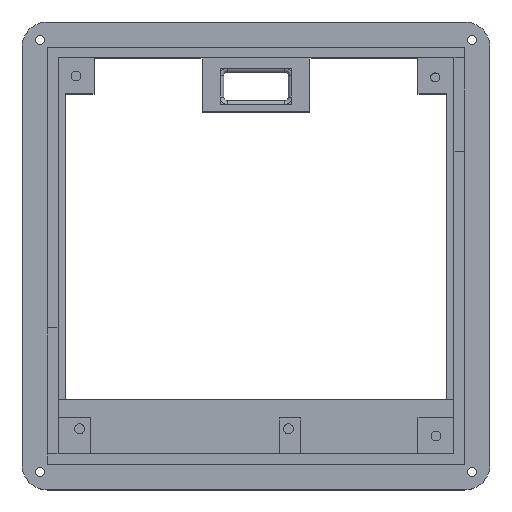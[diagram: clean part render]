
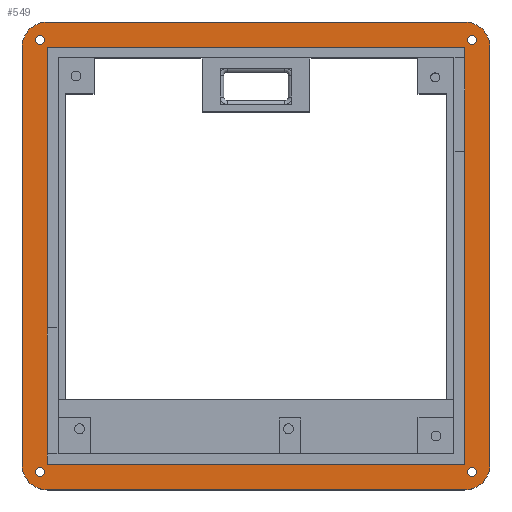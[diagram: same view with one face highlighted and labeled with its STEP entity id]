
A CAD part, top view. The second image highlights one B-rep face of the part: STEP entity #549.
In plain terms, the highlighted planar face has unit normal (0, 0, 1).
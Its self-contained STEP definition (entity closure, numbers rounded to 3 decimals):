
#360=CARTESIAN_POINT('',(0.,0.,0.));
#361=DIRECTION('',(0.,0.,1.));
#362=DIRECTION('',(1.,0.,0.));
#363=AXIS2_PLACEMENT_3D('',#360,#361,#362);
#364=PLANE('',#363);
#365=CARTESIAN_POINT('',(-6.25,5.,0.));
#366=VERTEX_POINT('',#365);
#367=CARTESIAN_POINT('',(-3.75,5.,0.));
#368=VERTEX_POINT('',#367);
#369=CARTESIAN_POINT('',(-5.,5.,0.));
#370=DIRECTION('',(0.,0.,1.));
#371=DIRECTION('',(1.,0.,-0.));
#372=AXIS2_PLACEMENT_3D('',#369,#370,#371);
#373=CIRCLE('',#372,1.25);
#374=EDGE_CURVE('',#366,#368,#373,.T.);
#375=ORIENTED_EDGE('',*,*,#374,.F.);
#376=CARTESIAN_POINT('',(-5.,5.,0.));
#377=DIRECTION('',(0.,0.,1.));
#378=DIRECTION('',(1.,0.,-0.));
#379=AXIS2_PLACEMENT_3D('',#376,#377,#378);
#380=CIRCLE('',#379,1.25);
#381=EDGE_CURVE('',#368,#366,#380,.T.);
#382=ORIENTED_EDGE('',*,*,#381,.F.);
#383=EDGE_LOOP('',(#375,#382));
#384=FACE_BOUND('',#383,.T.);
#385=CARTESIAN_POINT('',(113.75,5.,0.));
#386=VERTEX_POINT('',#385);
#387=CARTESIAN_POINT('',(116.25,5.,0.));
#388=VERTEX_POINT('',#387);
#389=CARTESIAN_POINT('',(115.,5.,0.));
#390=DIRECTION('',(0.,0.,1.));
#391=DIRECTION('',(1.,0.,-0.));
#392=AXIS2_PLACEMENT_3D('',#389,#390,#391);
#393=CIRCLE('',#392,1.25);
#394=EDGE_CURVE('',#386,#388,#393,.T.);
#395=ORIENTED_EDGE('',*,*,#394,.F.);
#396=CARTESIAN_POINT('',(115.,5.,0.));
#397=DIRECTION('',(0.,0.,1.));
#398=DIRECTION('',(1.,0.,-0.));
#399=AXIS2_PLACEMENT_3D('',#396,#397,#398);
#400=CIRCLE('',#399,1.25);
#401=EDGE_CURVE('',#388,#386,#400,.T.);
#402=ORIENTED_EDGE('',*,*,#401,.F.);
#403=EDGE_LOOP('',(#395,#402));
#404=FACE_BOUND('',#403,.T.);
#405=CARTESIAN_POINT('',(113.75,-115.,0.));
#406=VERTEX_POINT('',#405);
#407=CARTESIAN_POINT('',(116.25,-115.,0.));
#408=VERTEX_POINT('',#407);
#409=CARTESIAN_POINT('',(115.,-115.,0.));
#410=DIRECTION('',(0.,0.,1.));
#411=DIRECTION('',(1.,0.,-0.));
#412=AXIS2_PLACEMENT_3D('',#409,#410,#411);
#413=CIRCLE('',#412,1.25);
#414=EDGE_CURVE('',#406,#408,#413,.T.);
#415=ORIENTED_EDGE('',*,*,#414,.F.);
#416=CARTESIAN_POINT('',(115.,-115.,0.));
#417=DIRECTION('',(0.,0.,1.));
#418=DIRECTION('',(1.,0.,-0.));
#419=AXIS2_PLACEMENT_3D('',#416,#417,#418);
#420=CIRCLE('',#419,1.25);
#421=EDGE_CURVE('',#408,#406,#420,.T.);
#422=ORIENTED_EDGE('',*,*,#421,.F.);
#423=EDGE_LOOP('',(#415,#422));
#424=FACE_BOUND('',#423,.T.);
#425=CARTESIAN_POINT('',(-6.25,-115.,0.));
#426=VERTEX_POINT('',#425);
#427=CARTESIAN_POINT('',(-3.75,-115.,0.));
#428=VERTEX_POINT('',#427);
#429=CARTESIAN_POINT('',(-5.,-115.,0.));
#430=DIRECTION('',(0.,0.,1.));
#431=DIRECTION('',(1.,0.,-0.));
#432=AXIS2_PLACEMENT_3D('',#429,#430,#431);
#433=CIRCLE('',#432,1.25);
#434=EDGE_CURVE('',#426,#428,#433,.T.);
#435=ORIENTED_EDGE('',*,*,#434,.F.);
#436=CARTESIAN_POINT('',(-5.,-115.,0.));
#437=DIRECTION('',(0.,0.,1.));
#438=DIRECTION('',(1.,0.,-0.));
#439=AXIS2_PLACEMENT_3D('',#436,#437,#438);
#440=CIRCLE('',#439,1.25);
#441=EDGE_CURVE('',#428,#426,#440,.T.);
#442=ORIENTED_EDGE('',*,*,#441,.F.);
#443=EDGE_LOOP('',(#435,#442));
#444=FACE_BOUND('',#443,.T.);
#445=CARTESIAN_POINT('',(120.,-113.,0.));
#446=VERTEX_POINT('',#445);
#447=CARTESIAN_POINT('',(120.,3.,0.));
#448=VERTEX_POINT('',#447);
#449=CARTESIAN_POINT('',(120.,-113.,0.));
#450=DIRECTION('',(0.,1.,0.));
#451=VECTOR('',#450,116.);
#452=LINE('',#449,#451);
#453=EDGE_CURVE('',#446,#448,#452,.T.);
#454=ORIENTED_EDGE('',*,*,#453,.T.);
#455=CARTESIAN_POINT('',(113.,10.,0.));
#456=VERTEX_POINT('',#455);
#457=CARTESIAN_POINT('',(113.,3.,0.));
#458=DIRECTION('',(0.,0.,1.));
#459=DIRECTION('',(1.,0.,-0.));
#460=AXIS2_PLACEMENT_3D('',#457,#458,#459);
#461=CIRCLE('',#460,7.);
#462=EDGE_CURVE('',#448,#456,#461,.T.);
#463=ORIENTED_EDGE('',*,*,#462,.T.);
#464=CARTESIAN_POINT('',(-3.,10.,0.));
#465=VERTEX_POINT('',#464);
#466=CARTESIAN_POINT('',(113.,10.,0.));
#467=DIRECTION('',(-1.,0.,0.));
#468=VECTOR('',#467,116.);
#469=LINE('',#466,#468);
#470=EDGE_CURVE('',#456,#465,#469,.T.);
#471=ORIENTED_EDGE('',*,*,#470,.T.);
#472=CARTESIAN_POINT('',(-10.,3.,0.));
#473=VERTEX_POINT('',#472);
#474=CARTESIAN_POINT('',(-3.,3.,0.));
#475=DIRECTION('',(0.,0.,1.));
#476=DIRECTION('',(1.,0.,-0.));
#477=AXIS2_PLACEMENT_3D('',#474,#475,#476);
#478=CIRCLE('',#477,7.);
#479=EDGE_CURVE('',#465,#473,#478,.T.);
#480=ORIENTED_EDGE('',*,*,#479,.T.);
#481=CARTESIAN_POINT('',(-10.,-113.,0.));
#482=VERTEX_POINT('',#481);
#483=CARTESIAN_POINT('',(-10.,3.,0.));
#484=DIRECTION('',(0.,-1.,0.));
#485=VECTOR('',#484,116.);
#486=LINE('',#483,#485);
#487=EDGE_CURVE('',#473,#482,#486,.T.);
#488=ORIENTED_EDGE('',*,*,#487,.T.);
#489=CARTESIAN_POINT('',(-3.,-120.,0.));
#490=VERTEX_POINT('',#489);
#491=CARTESIAN_POINT('',(-3.,-113.,0.));
#492=DIRECTION('',(0.,0.,1.));
#493=DIRECTION('',(1.,0.,-0.));
#494=AXIS2_PLACEMENT_3D('',#491,#492,#493);
#495=CIRCLE('',#494,7.);
#496=EDGE_CURVE('',#482,#490,#495,.T.);
#497=ORIENTED_EDGE('',*,*,#496,.T.);
#498=CARTESIAN_POINT('',(113.,-120.,0.));
#499=VERTEX_POINT('',#498);
#500=CARTESIAN_POINT('',(-3.,-120.,0.));
#501=DIRECTION('',(1.,0.,-0.));
#502=VECTOR('',#501,116.);
#503=LINE('',#500,#502);
#504=EDGE_CURVE('',#490,#499,#503,.T.);
#505=ORIENTED_EDGE('',*,*,#504,.T.);
#506=CARTESIAN_POINT('',(113.,-113.,0.));
#507=DIRECTION('',(0.,0.,1.));
#508=DIRECTION('',(1.,0.,-0.));
#509=AXIS2_PLACEMENT_3D('',#506,#507,#508);
#510=CIRCLE('',#509,7.);
#511=EDGE_CURVE('',#499,#446,#510,.T.);
#512=ORIENTED_EDGE('',*,*,#511,.T.);
#513=EDGE_LOOP('',(#454,#463,#471,#480,#488,#497,#505,#512));
#514=FACE_BOUND('',#513,.T.);
#515=CARTESIAN_POINT('',(-3.,-113.,0.));
#516=VERTEX_POINT('',#515);
#517=CARTESIAN_POINT('',(113.,-113.,0.));
#518=VERTEX_POINT('',#517);
#519=CARTESIAN_POINT('',(-3.,-113.,0.));
#520=DIRECTION('',(1.,0.,0.));
#521=VECTOR('',#520,116.);
#522=LINE('',#519,#521);
#523=EDGE_CURVE('',#516,#518,#522,.T.);
#524=ORIENTED_EDGE('',*,*,#523,.F.);
#525=CARTESIAN_POINT('',(-3.,3.,0.));
#526=VERTEX_POINT('',#525);
#527=CARTESIAN_POINT('',(-3.,3.,0.));
#528=DIRECTION('',(0.,-1.,0.));
#529=VECTOR('',#528,116.);
#530=LINE('',#527,#529);
#531=EDGE_CURVE('',#526,#516,#530,.T.);
#532=ORIENTED_EDGE('',*,*,#531,.F.);
#533=CARTESIAN_POINT('',(113.,3.,0.));
#534=VERTEX_POINT('',#533);
#535=CARTESIAN_POINT('',(113.,3.,0.));
#536=DIRECTION('',(-1.,-0.,0.));
#537=VECTOR('',#536,116.);
#538=LINE('',#535,#537);
#539=EDGE_CURVE('',#534,#526,#538,.T.);
#540=ORIENTED_EDGE('',*,*,#539,.F.);
#541=CARTESIAN_POINT('',(113.,-113.,0.));
#542=DIRECTION('',(0.,1.,0.));
#543=VECTOR('',#542,116.);
#544=LINE('',#541,#543);
#545=EDGE_CURVE('',#518,#534,#544,.T.);
#546=ORIENTED_EDGE('',*,*,#545,.F.);
#547=EDGE_LOOP('',(#524,#532,#540,#546));
#548=FACE_BOUND('',#547,.T.);
#549=ADVANCED_FACE('',(#384,#404,#424,#444,#514,#548),#364,.T.);
